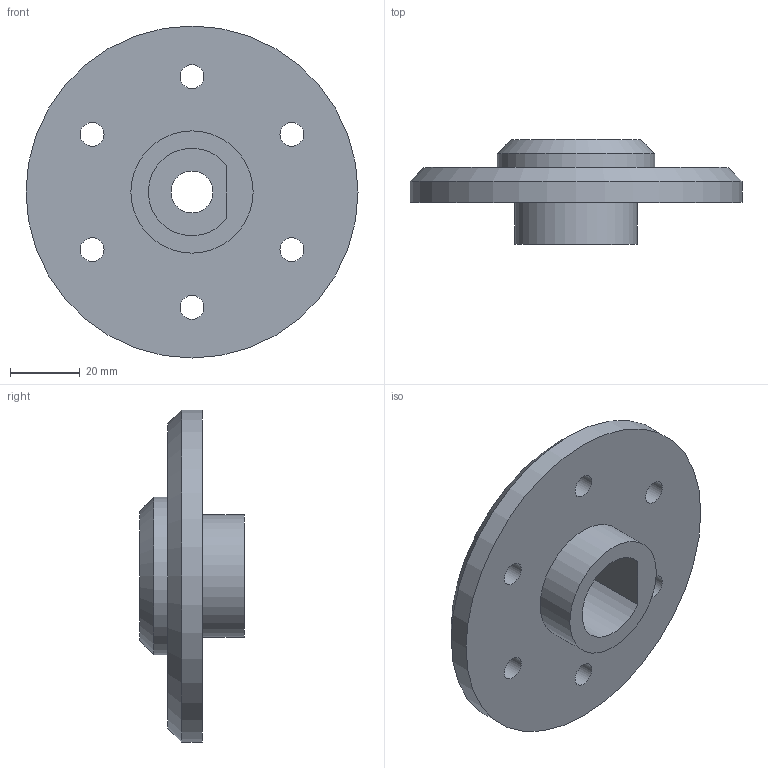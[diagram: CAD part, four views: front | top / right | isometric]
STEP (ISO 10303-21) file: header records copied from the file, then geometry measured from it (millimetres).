
FILE_DESCRIPTION(/* description */ (''),/* implementation_level */ '2;1');
FILE_NAME(/* name */ 'usinage pretailleuse v1.step',/* time_stamp */ '2023-01-08T21:09:25+01:00',/* author */ (''),/* organization */ (''),/* preprocessor_version */ 'ST-DEVELOPER v19.2',/* originating_system */ 'Autodesk Translation Framework v11.17.0.187',/* authorisation */ '');
FILE_SCHEMA (('AUTOMOTIVE_DESIGN { 1 0 10303 214 3 1 1 }'));
Length unit declared in the file: millimetre
Products named in the file (1): usinage pretailleuse
Bounding box: 95 x 30 x 95 mm (x, y, z)
Volume: 78445.5 mm3; surface area: 21164.5 mm2
Topology: 1 solids, 1 shells, 19 faces, 40 edges, 26 vertices
Faces by surface type: cylinder 11, plane 6, cone 2
Full cylindrical faces by diameter (mm): 6.8 x6, 12 x1, 35 x1, 45 x1, 95 x1
Entity records: 583 total; most frequent: DIRECTION 104, CARTESIAN_POINT 86, ORIENTED_EDGE 80, AXIS2_PLACEMENT_3D 44, EDGE_CURVE 40, EDGE_LOOP 36, VERTEX_POINT 26, CIRCLE 24
